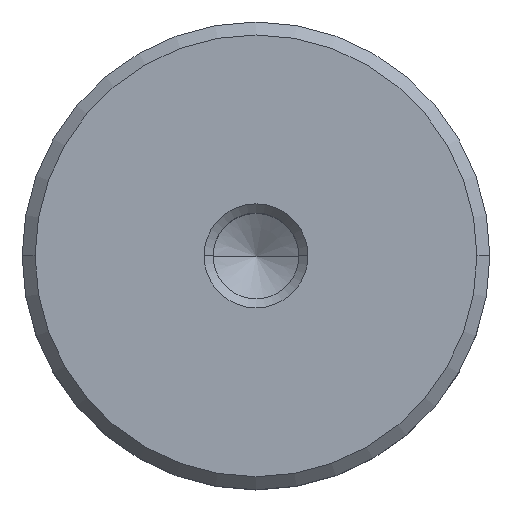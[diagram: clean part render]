
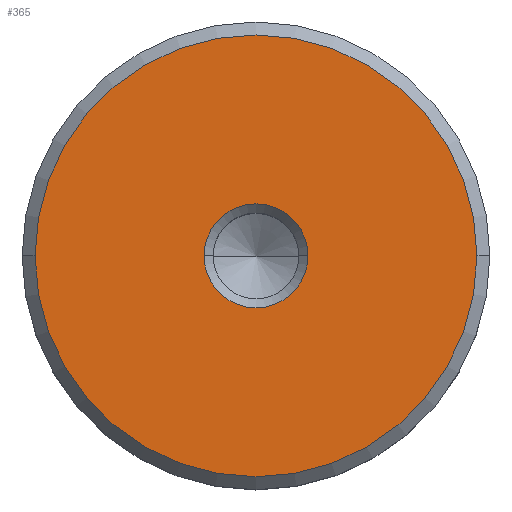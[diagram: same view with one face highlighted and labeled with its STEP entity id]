
A CAD part, top view. The second image highlights one B-rep face of the part: STEP entity #365.
In plain terms, the highlighted planar face has unit normal (0, 0, 1).
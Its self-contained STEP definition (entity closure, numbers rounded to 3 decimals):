
#4 = CARTESIAN_POINT ( 'NONE',  ( -2., 0., 19. ) ) ;
#14 = CARTESIAN_POINT ( 'NONE',  ( 8.5, 0., 19. ) ) ;
#23 = EDGE_LOOP ( 'NONE', ( #127, #439 ) ) ;
#47 = CARTESIAN_POINT ( 'NONE',  ( 0., 0., 19. ) ) ;
#67 = DIRECTION ( 'NONE',  ( 0., 0., 1. ) ) ;
#69 = DIRECTION ( 'NONE',  ( -1., 0., 0. ) ) ;
#78 = AXIS2_PLACEMENT_3D ( 'NONE', #47, #67, #69 ) ;
#91 = AXIS2_PLACEMENT_3D ( 'NONE', #447, #437, #426 ) ;
#98 = CARTESIAN_POINT ( 'NONE',  ( 0., 0., 19. ) ) ;
#103 = CARTESIAN_POINT ( 'NONE',  ( -8.5, 0., 19. ) ) ;
#120 = EDGE_LOOP ( 'NONE', ( #469, #195 ) ) ;
#127 = ORIENTED_EDGE ( 'NONE', *, *, #608, .T. ) ;
#148 = VERTEX_POINT ( 'NONE', #103 ) ;
#168 = VERTEX_POINT ( 'NONE', #4 ) ;
#186 = VERTEX_POINT ( 'NONE', #14 ) ;
#187 = EDGE_CURVE ( 'NONE', #248, #168, #530, .T. ) ;
#195 = ORIENTED_EDGE ( 'NONE', *, *, #272, .T. ) ;
#248 = VERTEX_POINT ( 'NONE', #642 ) ;
#263 = DIRECTION ( 'NONE',  ( -1., 0., 0. ) ) ;
#272 = EDGE_CURVE ( 'NONE', #168, #248, #554, .T. ) ;
#277 = CIRCLE ( 'NONE', #714, 8.5 ) ;
#355 = CIRCLE ( 'NONE', #78, 8.5 ) ;
#364 = FACE_OUTER_BOUND ( 'NONE', #23, .T. ) ;
#365 = ADVANCED_FACE ( 'NONE', ( #490, #364 ), #444, .T. ) ;
#426 = DIRECTION ( 'NONE',  ( 1., 0., 0. ) ) ;
#437 = DIRECTION ( 'NONE',  ( 0., 0., 1. ) ) ;
#438 = DIRECTION ( 'NONE',  ( 0., 0., 1. ) ) ;
#439 = ORIENTED_EDGE ( 'NONE', *, *, #615, .T. ) ;
#444 = PLANE ( 'NONE',  #91 ) ;
#447 = CARTESIAN_POINT ( 'NONE',  ( 0., 0., 19. ) ) ;
#469 = ORIENTED_EDGE ( 'NONE', *, *, #187, .T. ) ;
#490 = FACE_BOUND ( 'NONE', #120, .T. ) ;
#514 = DIRECTION ( 'NONE',  ( 1., 0., 0. ) ) ;
#518 = DIRECTION ( 'NONE',  ( 0., 0., -1. ) ) ;
#519 = CARTESIAN_POINT ( 'NONE',  ( 0., 0., 19. ) ) ;
#530 = CIRCLE ( 'NONE', #535, 2. ) ;
#535 = AXIS2_PLACEMENT_3D ( 'NONE', #717, #713, #704 ) ;
#554 = CIRCLE ( 'NONE', #649, 2. ) ;
#608 = EDGE_CURVE ( 'NONE', #148, #186, #355, .T. ) ;
#615 = EDGE_CURVE ( 'NONE', #186, #148, #277, .T. ) ;
#642 = CARTESIAN_POINT ( 'NONE',  ( 2., 0., 19. ) ) ;
#649 = AXIS2_PLACEMENT_3D ( 'NONE', #519, #518, #514 ) ;
#704 = DIRECTION ( 'NONE',  ( 1., 0., 0. ) ) ;
#713 = DIRECTION ( 'NONE',  ( 0., 0., -1. ) ) ;
#714 = AXIS2_PLACEMENT_3D ( 'NONE', #98, #438, #263 ) ;
#717 = CARTESIAN_POINT ( 'NONE',  ( 0., 0., 19. ) ) ;
